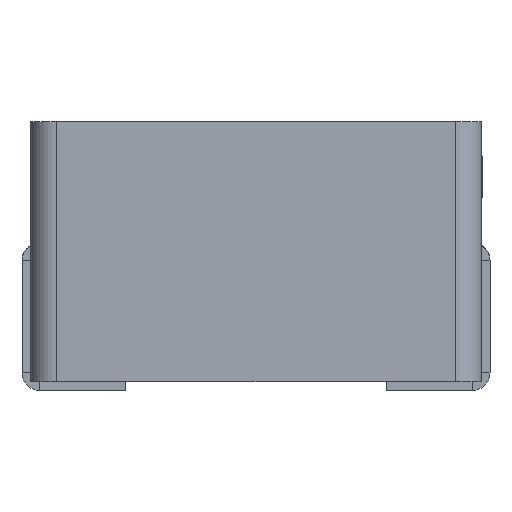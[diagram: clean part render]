
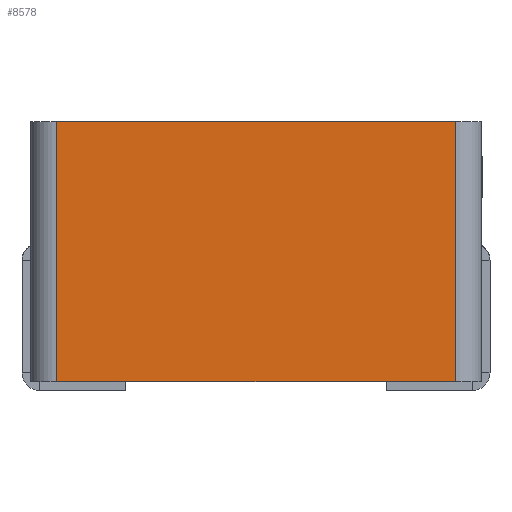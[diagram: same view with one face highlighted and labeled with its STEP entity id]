
A CAD part, front view. The second image highlights one B-rep face of the part: STEP entity #8578.
In plain terms, the highlighted planar face has unit normal (0, -1, 0).
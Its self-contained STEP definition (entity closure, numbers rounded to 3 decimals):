
#1410 = DIRECTION ( 'NONE',  ( 0., 0., 1. ) ) ;
#1536 = CARTESIAN_POINT ( 'NONE',  ( -2.3, -2.6, 3.1 ) ) ;
#1588 = ORIENTED_EDGE ( 'NONE', *, *, #9207, .T. ) ;
#1609 = LINE ( 'NONE', #8585, #7613 ) ;
#2785 = CARTESIAN_POINT ( 'NONE',  ( -2.3, -2.6, 3.1 ) ) ;
#2929 = LINE ( 'NONE', #8521, #14970 ) ;
#3765 = DIRECTION ( 'NONE',  ( 0., 1., 0. ) ) ;
#3847 = FACE_OUTER_BOUND ( 'NONE', #11532, .T. ) ;
#3875 = CARTESIAN_POINT ( 'NONE',  ( 2.3, -2.6, 3.1 ) ) ;
#4071 = DIRECTION ( 'NONE',  ( 1., 0., 0. ) ) ;
#4989 = DIRECTION ( 'NONE',  ( 1., 0., 0. ) ) ;
#5035 = ORIENTED_EDGE ( 'NONE', *, *, #5487, .T. ) ;
#5044 = VERTEX_POINT ( 'NONE', #12611 ) ;
#5435 = ORIENTED_EDGE ( 'NONE', *, *, #13341, .T. ) ;
#5487 = EDGE_CURVE ( 'NONE', #8357, #8630, #10799, .T. ) ;
#7001 = VECTOR ( 'NONE', #9969, 1000. ) ;
#7600 = DIRECTION ( 'NONE',  ( 1., 0., 0. ) ) ;
#7613 = VECTOR ( 'NONE', #4071, 1000. ) ;
#8023 = ORIENTED_EDGE ( 'NONE', *, *, #10370, .F. ) ;
#8357 = VERTEX_POINT ( 'NONE', #2785 ) ;
#8521 = CARTESIAN_POINT ( 'NONE',  ( -2.6, -2.6, 3.1 ) ) ;
#8578 = ADVANCED_FACE ( 'NONE', ( #3847 ), #10652, .F. ) ;
#8585 = CARTESIAN_POINT ( 'NONE',  ( -2.6, -2.6, 0.1 ) ) ;
#8630 = VERTEX_POINT ( 'NONE', #9806 ) ;
#9207 = EDGE_CURVE ( 'NONE', #14958, #5044, #9693, .T. ) ;
#9662 = CARTESIAN_POINT ( 'NONE',  ( -2.6, -2.6, 3.1 ) ) ;
#9693 = LINE ( 'NONE', #3875, #14223 ) ;
#9806 = CARTESIAN_POINT ( 'NONE',  ( -2.3, -2.6, 0.1 ) ) ;
#9969 = DIRECTION ( 'NONE',  ( 0., 0., -1. ) ) ;
#10103 = AXIS2_PLACEMENT_3D ( 'NONE', #9662, #3765, #4989 ) ;
#10370 = EDGE_CURVE ( 'NONE', #8357, #5044, #2929, .T. ) ;
#10652 = PLANE ( 'NONE',  #10103 ) ;
#10799 = LINE ( 'NONE', #1536, #7001 ) ;
#11532 = EDGE_LOOP ( 'NONE', ( #5435, #1588, #8023, #5035 ) ) ;
#12462 = CARTESIAN_POINT ( 'NONE',  ( 2.3, -2.6, 0.1 ) ) ;
#12611 = CARTESIAN_POINT ( 'NONE',  ( 2.3, -2.6, 3.1 ) ) ;
#13341 = EDGE_CURVE ( 'NONE', #8630, #14958, #1609, .T. ) ;
#14223 = VECTOR ( 'NONE', #1410, 1000. ) ;
#14958 = VERTEX_POINT ( 'NONE', #12462 ) ;
#14970 = VECTOR ( 'NONE', #7600, 1000. ) ;
